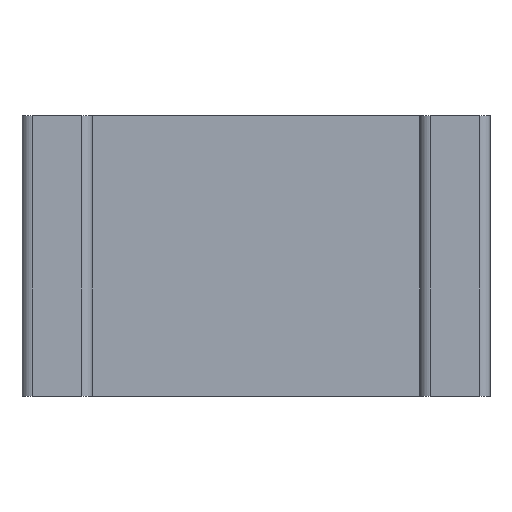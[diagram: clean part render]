
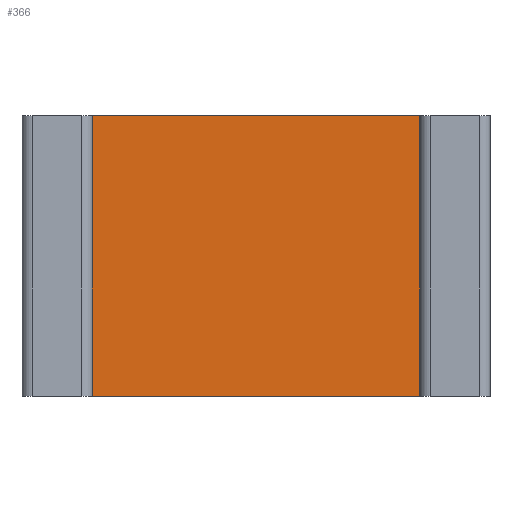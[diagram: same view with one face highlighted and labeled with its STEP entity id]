
A CAD part, top view. The second image highlights one B-rep face of the part: STEP entity #366.
In plain terms, the highlighted planar face has unit normal (0, 0, 1).
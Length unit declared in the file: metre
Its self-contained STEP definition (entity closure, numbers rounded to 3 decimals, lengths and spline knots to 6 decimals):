
#36=ORIENTED_EDGE('',*,*,#144,.F.);
#37=ORIENTED_EDGE('',*,*,#145,.T.);
#38=ORIENTED_EDGE('',*,*,#146,.T.);
#39=ORIENTED_EDGE('',*,*,#147,.F.);
#144=EDGE_CURVE('',#198,#199,#234,.T.);
#145=EDGE_CURVE('',#198,#200,#235,.T.);
#146=EDGE_CURVE('',#200,#201,#236,.T.);
#147=EDGE_CURVE('',#199,#201,#237,.T.);
#198=VERTEX_POINT('',#576);
#199=VERTEX_POINT('',#577);
#200=VERTEX_POINT('',#579);
#201=VERTEX_POINT('',#581);
#234=LINE('',#575,#272);
#235=LINE('',#578,#273);
#236=LINE('',#580,#274);
#237=LINE('',#582,#275);
#272=VECTOR('',#465,1.);
#273=VECTOR('',#466,1.);
#274=VECTOR('',#467,1.);
#275=VECTOR('',#468,1.);
#310=EDGE_LOOP('',(#36,#37,#38,#39));
#330=FACE_BOUND('',#310,.T.);
#350=PLANE('',#425);
#366=ADVANCED_FACE('',(#330),#350,.T.);
#425=AXIS2_PLACEMENT_3D('',#574,#463,#464);
#463=DIRECTION('',(0.,0.,1.));
#464=DIRECTION('',(1.,0.,0.));
#465=DIRECTION('',(0.,1.,0.));
#466=DIRECTION('',(1.,0.,0.));
#467=DIRECTION('',(0.,1.,0.));
#468=DIRECTION('',(1.,0.,0.));
#574=CARTESIAN_POINT('',(-0.001,-0.0006,0.00045));
#575=CARTESIAN_POINT('',(-0.0007,-0.0006,0.00045));
#576=CARTESIAN_POINT('',(-0.0007,-0.0006,0.00045));
#577=CARTESIAN_POINT('',(-0.0007,0.0006,0.00045));
#578=CARTESIAN_POINT('',(-0.001,-0.0006,0.00045));
#579=CARTESIAN_POINT('',(0.0007,-0.0006,0.00045));
#580=CARTESIAN_POINT('',(0.0007,-0.0006,0.00045));
#581=CARTESIAN_POINT('',(0.0007,0.0006,0.00045));
#582=CARTESIAN_POINT('',(-0.001,0.0006,0.00045));
